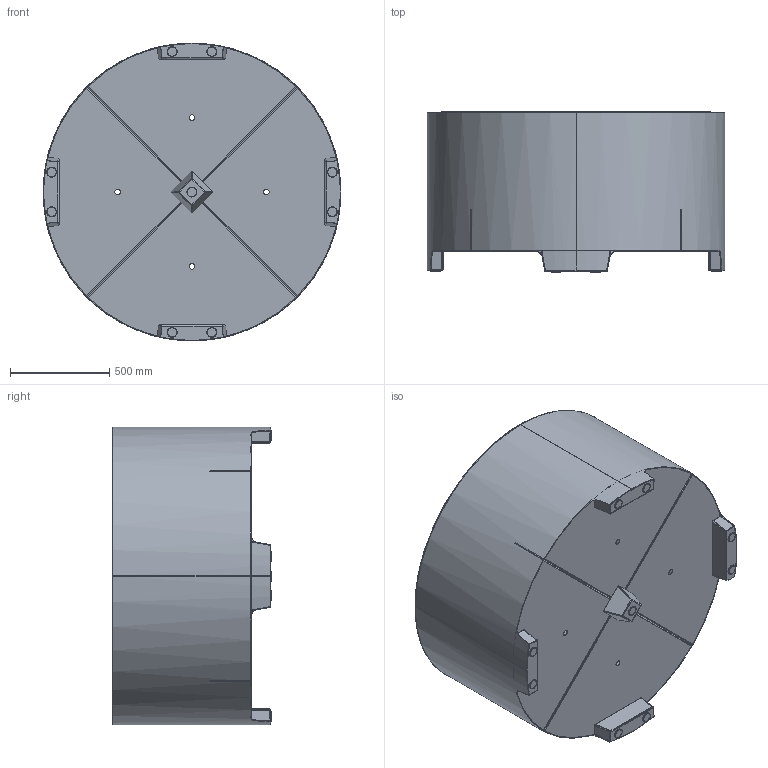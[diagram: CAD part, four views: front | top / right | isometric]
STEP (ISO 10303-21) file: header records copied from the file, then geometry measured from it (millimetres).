
FILE_DESCRIPTION (( 'STEP AP203' ), '1' );
FILE_NAME ('CTP2.1-Ø1500x800.step', '2021-09-14T09:15:15', ( '' ), ( '' ), 'SwSTEP 2.0', 'SolidWorks 2021', '' );
FILE_SCHEMA (( 'CONFIG_CONTROL_DESIGN' ));
Length unit declared in the file: millimetre
Products named in the file (8): CTP2.1-Ø1500x800-Innerring; Plastic feet Ø50x5.2mm 6050050 Z Verpas; CTP2.1-Ø1500x800-Wall.; CTP2.1-Ø1500x800; CTP2.1-Ø1500x800-Foot middle; CTP2.1-Ø1500x800-Topring_90 Degree; CTP2.1-Ø1500x800-Bottom_90 Degree; CTP2.1-Ø1500x800-Legs
Assembly tree (26 placements, depth 2):
  CTP2.1-Ø1500x800
    CTP2.1-Ø1500x800-Wall.  x2
    CTP2.1-Ø1500x800-Bottom_90 Degree  x4
    CTP2.1-Ø1500x800-Topring_90 Degree  x4
    CTP2.1-Ø1500x800-Innerring  x2
    CTP2.1-Ø1500x800-Legs  x4
    CTP2.1-Ø1500x800-Foot middle
    Plastic feet Ø50x5.2mm 6050050 Z Verpas  x9
Bounding box: 1500 x 805.2 x 1500 mm (x, y, z)
Volume: 18305937.2 mm3; surface area: 12247463.5 mm2
Topology: 26 solids, 26 shells, 704 faces, 1622 edges, 1006 vertices
Faces by surface type: plane 352, cylinder 248, cone 54, bspline 32, torus 18
Entity records: 7786 total; most frequent: CARTESIAN_POINT 2051, DIRECTION 915, ORIENTED_EDGE 892, EDGE_CURVE 446, AXIS2_PLACEMENT_3D 323, VERTEX_POINT 270, LINE 269, VECTOR 269
